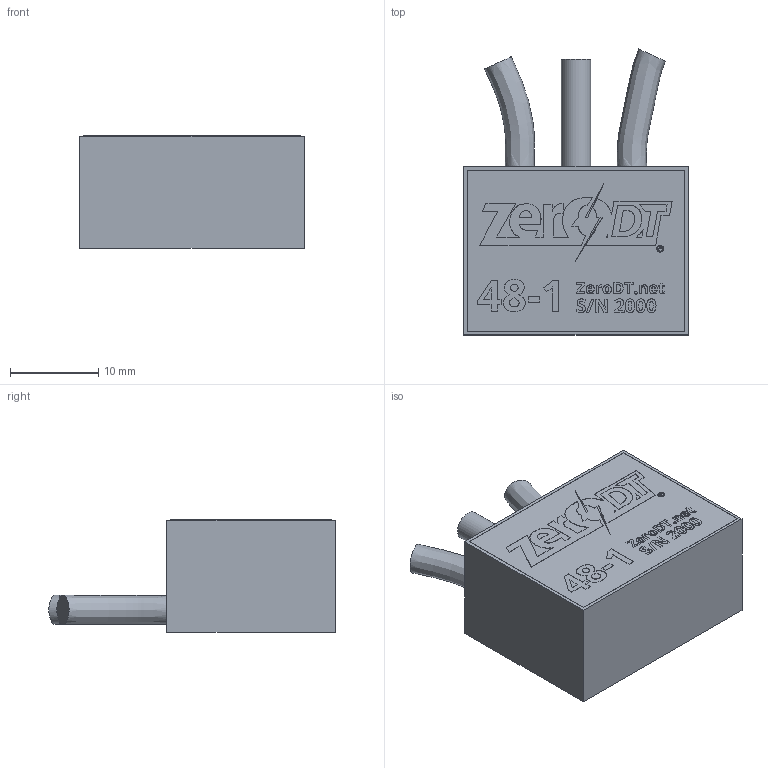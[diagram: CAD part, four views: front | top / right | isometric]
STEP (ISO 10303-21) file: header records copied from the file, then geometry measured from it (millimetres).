
FILE_DESCRIPTION(/* description */ ('STEP AP214'),/* implementation_level */ '2;1');
FILE_NAME(/* name */ '619697994d43ad42e6e7b784',/* time_stamp */ '2021-11-18T18:12:42+00:00',/* author */ (''),/* organization */ (''),/* preprocessor_version */ 'ST-DEVELOPER v18.1',/* originating_system */ ' ',/* authorisation */ ' ');
FILE_SCHEMA (('AUTOMOTIVE_DESIGN {1 0 10303 214 3 1 1}'));
Length unit declared in the file: metre
Products named in the file (1): 48-1
Bounding box: 25.4 x 32.43 x 12.75 mm (x, y, z)
Volume: 6478.5 mm3; surface area: 2494.1 mm2
Topology: 1 solids, 1 shells, 478 faces, 1281 edges, 854 vertices
Faces by surface type: plane 237, bspline 236, cylinder 5
Full cylindrical faces by diameter (mm): 0.614 x1, 0.787 x1, 3.302 x1
Entity records: 16405 total; most frequent: CARTESIAN_POINT 5830, ORIENTED_EDGE 2552, DIRECTION 1308, EDGE_CURVE 1276, VERTEX_POINT 854, LINE 794, VECTOR 794, EDGE_LOOP 532
